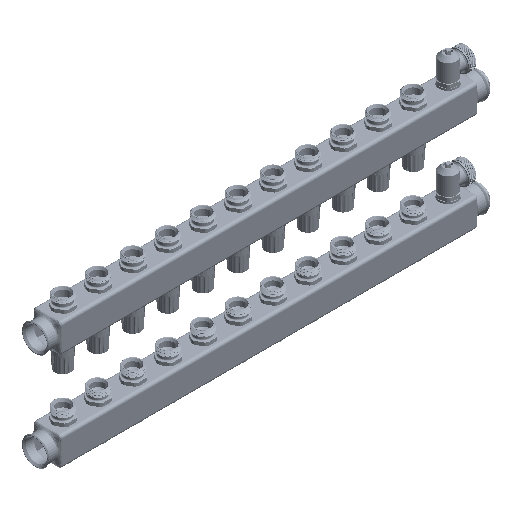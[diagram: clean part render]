
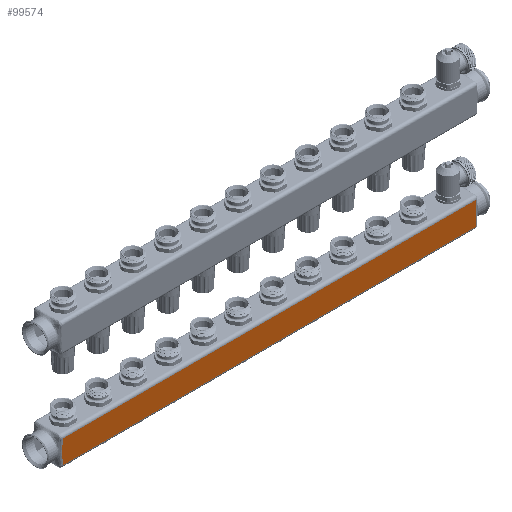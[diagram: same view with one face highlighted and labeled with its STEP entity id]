
A CAD part, isometric view. The second image highlights one B-rep face of the part: STEP entity #99574.
In plain terms, the highlighted planar face has unit normal (0, -1, 0).
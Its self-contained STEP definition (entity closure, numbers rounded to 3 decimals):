
#93718=CARTESIAN_POINT('',(19.869,-20.,
16.5));
#93892=CARTESIAN_POINT('',(19.869,-20.,
16.5));
#93893=CARTESIAN_POINT('',(19.795,-20.,
14.774));
#93894=CARTESIAN_POINT('',(19.614,-20.,
11.519));
#93895=CARTESIAN_POINT('',(19.339,-20.,
7.245));
#93896=CARTESIAN_POINT('',(19.203,-20.,
3.523));
#93897=CARTESIAN_POINT('',(19.166,-20.,
0.01));
#93898=CARTESIAN_POINT('',(19.202,-20.,
-3.527));
#93899=CARTESIAN_POINT('',(19.34,-20.,
-7.265));
#93900=CARTESIAN_POINT('',(19.614,-20.,
-11.527));
#93901=CARTESIAN_POINT('',(19.795,-20.,
-14.777));
#93902=CARTESIAN_POINT('',(19.869,-20.,
-16.5));
#93904=CARTESIAN_POINT('',(19.869,-20.,
-16.5));
#93910=CARTESIAN_POINT('',(610.131,-20.,16.5));
#93911=CARTESIAN_POINT('',(610.131,-20.,16.5));
#93912=CARTESIAN_POINT('',(610.163,-20.,
15.764));
#93913=CARTESIAN_POINT('',(610.229,-20.,
14.353));
#93914=CARTESIAN_POINT('',(610.343,-20.,
12.331));
#93915=CARTESIAN_POINT('',(610.456,-20.,
10.478));
#93916=CARTESIAN_POINT('',(610.563,-20.,
8.73));
#93917=CARTESIAN_POINT('',(610.658,-20.,7.008));
#93918=CARTESIAN_POINT('',(610.733,-20.,5.271));
#93919=CARTESIAN_POINT('',(610.785,-20.,3.535));
#93920=CARTESIAN_POINT('',(610.815,-20.,1.827));
#93921=CARTESIAN_POINT('',(610.825,-20.,0.134));
#93922=CARTESIAN_POINT('',(610.817,-20.,-1.577));
#93923=CARTESIAN_POINT('',(610.79,-20.,-3.319));
#93924=CARTESIAN_POINT('',(610.74,-20.,-5.067));
#93925=CARTESIAN_POINT('',(610.668,-20.,-6.792));
#93926=CARTESIAN_POINT('',(610.576,-20.,-8.514));
#93927=CARTESIAN_POINT('',(610.468,-20.,-10.298));
#93928=CARTESIAN_POINT('',(610.35,-20.,-12.206));
#93929=CARTESIAN_POINT('',(610.233,-20.,-14.288));
#93930=CARTESIAN_POINT('',(610.164,-20.,-15.737));
#93931=CARTESIAN_POINT('',(610.131,-20.,-16.5));
#93932=CARTESIAN_POINT('',(610.131,-20.,-16.5));
#93934=DIRECTION('',(-1.,0.,0.));
#93935=VECTOR('',#93934,590.263);
#93936=CARTESIAN_POINT('',(610.131,-20.,
-16.5));
#93937=LINE('',#93936,#93935);
#95172=DIRECTION('',(-1.,0.,0.));
#95173=VECTOR('',#95172,590.263);
#95174=CARTESIAN_POINT('',(610.131,-20.,
16.5));
#95175=LINE('',#95174,#95173);
#97807=VERTEX_POINT('',#93718);
#97822=VERTEX_POINT('',#93904);
#97824=VERTEX_POINT('',#93910);
#97825=VERTEX_POINT('',#93932);
#99560=CARTESIAN_POINT('',(315.,-20.,0.));
#99561=DIRECTION('',(0.,1.,0.));
#99562=DIRECTION('',(1.,0.,0.));
#99563=AXIS2_PLACEMENT_3D('',#99560,#99561,#99562);
#99564=PLANE('',#99563);
#99566=ORIENTED_EDGE('',*,*,#99565,.T.);
#99568=ORIENTED_EDGE('',*,*,#99567,.T.);
#99569=ORIENTED_EDGE('',*,*,#99554,.F.);
#99571=ORIENTED_EDGE('',*,*,#99570,.F.);
#99572=EDGE_LOOP('',(#99566,#99568,#99569,#99571));
#99573=FACE_OUTER_BOUND('',#99572,.F.);
#99574=ADVANCED_FACE('',(#99573),#99564,.F.);
#93903=B_SPLINE_CURVE_WITH_KNOTS('',3,(#93892,#93893,#93894,#93895,#93896,
#93897,#93898,#93899,#93900,#93901,#93902),.UNSPECIFIED.,.F.,.F.,(4,1,1,1,1,1,1,
1,4),(0.,0.125,0.25,0.375,0.5,0.625,0.75,0.875,1.),
.UNSPECIFIED.);
#93933=B_SPLINE_CURVE_WITH_KNOTS('',3,(#93910,#93911,#93912,#93913,#93914,
#93915,#93916,#93917,#93918,#93919,#93920,#93921,#93922,#93923,#93924,#93925,
#93926,#93927,#93928,#93929,#93930,#93931,#93932),.UNSPECIFIED.,.F.,.F.,(4,1,1,
1,1,1,1,1,1,1,1,1,1,1,1,1,1,1,1,1,4),(0.,0.,0.066,
0.127,0.183,0.235,0.287,
0.341,0.394,0.445,0.496,
0.547,0.6,0.654,0.706,
0.758,0.812,0.869,0.931,
1.,1.),.UNSPECIFIED.);
#99554=EDGE_CURVE('',#97807,#97822,#93903,.T.);
#99565=EDGE_CURVE('',#97824,#97825,#93933,.T.);
#99567=EDGE_CURVE('',#97825,#97822,#93937,.T.);
#99570=EDGE_CURVE('',#97824,#97807,#95175,.T.);
